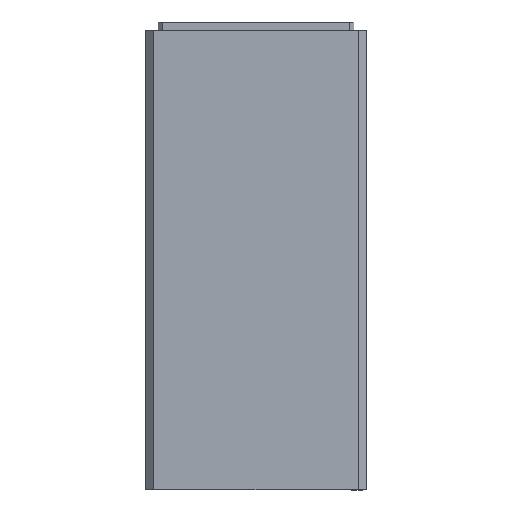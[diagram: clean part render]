
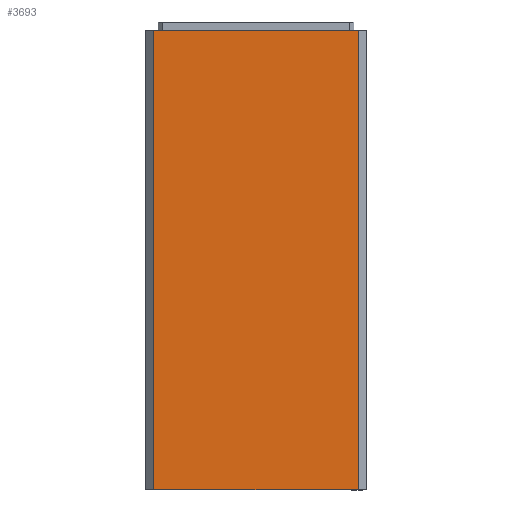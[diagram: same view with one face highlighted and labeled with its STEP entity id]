
A CAD part, front view. The second image highlights one B-rep face of the part: STEP entity #3693.
In plain terms, the highlighted planar face has unit normal (0, -1, 0).
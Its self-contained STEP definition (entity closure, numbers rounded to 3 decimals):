
#20 = VECTOR ( 'NONE', #3384, 1000. ) ;
#118 = AXIS2_PLACEMENT_3D ( 'NONE', #4341, #3702, #2982 ) ;
#443 = CARTESIAN_POINT ( 'NONE',  ( -120., -24., 540. ) ) ;
#463 = LINE ( 'NONE', #3073, #4356 ) ;
#497 = CARTESIAN_POINT ( 'NONE',  ( -120., -24., 0.3 ) ) ;
#602 = VECTOR ( 'NONE', #2647, 1000. ) ;
#658 = EDGE_CURVE ( 'NONE', #3059, #4236, #3654, .T. ) ;
#694 = LINE ( 'NONE', #1893, #20 ) ;
#828 = EDGE_CURVE ( 'NONE', #1323, #3059, #694, .T. ) ;
#981 = VERTEX_POINT ( 'NONE', #3755 ) ;
#988 = LINE ( 'NONE', #1241, #602 ) ;
#1067 = DIRECTION ( 'NONE',  ( 1., 0., 0. ) ) ;
#1124 = PLANE ( 'NONE',  #118 ) ;
#1241 = CARTESIAN_POINT ( 'NONE',  ( 120., -24., 0. ) ) ;
#1323 = VERTEX_POINT ( 'NONE', #443 ) ;
#1373 = ORIENTED_EDGE ( 'NONE', *, *, #658, .T. ) ;
#1810 = EDGE_LOOP ( 'NONE', ( #2815, #3720, #1373, #4004 ) ) ;
#1893 = CARTESIAN_POINT ( 'NONE',  ( -120., -24., 0. ) ) ;
#1970 = DIRECTION ( 'NONE',  ( -1., 0., 0. ) ) ;
#2502 = CARTESIAN_POINT ( 'NONE',  ( 120., -24., 0.3 ) ) ;
#2647 = DIRECTION ( 'NONE',  ( 0., 0., 1. ) ) ;
#2815 = ORIENTED_EDGE ( 'NONE', *, *, #3102, .T. ) ;
#2898 = CARTESIAN_POINT ( 'NONE',  ( 120., -24., 0.3 ) ) ;
#2982 = DIRECTION ( 'NONE',  ( 0., 0., -1. ) ) ;
#3059 = VERTEX_POINT ( 'NONE', #497 ) ;
#3073 = CARTESIAN_POINT ( 'NONE',  ( 120., -24., 540. ) ) ;
#3102 = EDGE_CURVE ( 'NONE', #981, #1323, #463, .T. ) ;
#3384 = DIRECTION ( 'NONE',  ( 0., 0., -1. ) ) ;
#3654 = LINE ( 'NONE', #2502, #3664 ) ;
#3664 = VECTOR ( 'NONE', #1067, 1000. ) ;
#3693 = ADVANCED_FACE ( 'NONE', ( #4332 ), #1124, .T. ) ;
#3702 = DIRECTION ( 'NONE',  ( 0., -1., 0. ) ) ;
#3720 = ORIENTED_EDGE ( 'NONE', *, *, #828, .T. ) ;
#3755 = CARTESIAN_POINT ( 'NONE',  ( 120., -24., 540. ) ) ;
#3912 = EDGE_CURVE ( 'NONE', #4236, #981, #988, .T. ) ;
#4004 = ORIENTED_EDGE ( 'NONE', *, *, #3912, .T. ) ;
#4236 = VERTEX_POINT ( 'NONE', #2898 ) ;
#4332 = FACE_OUTER_BOUND ( 'NONE', #1810, .T. ) ;
#4341 = CARTESIAN_POINT ( 'NONE',  ( 120., -24., 0. ) ) ;
#4356 = VECTOR ( 'NONE', #1970, 1000. ) ;
